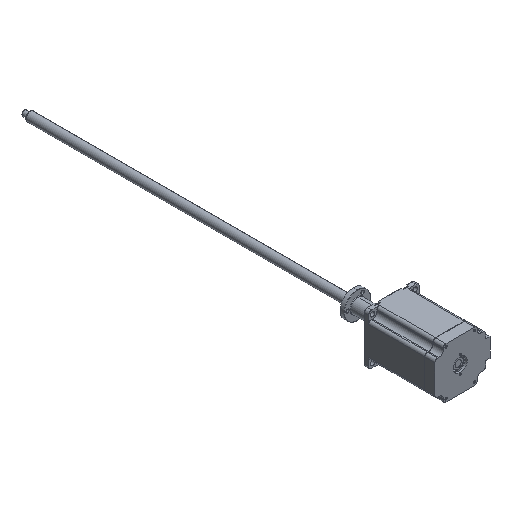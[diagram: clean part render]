
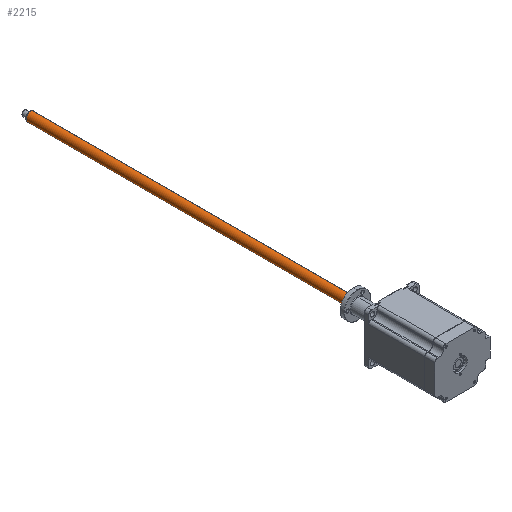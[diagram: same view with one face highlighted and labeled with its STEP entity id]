
A CAD part, isometric view. The second image highlights one B-rep face of the part: STEP entity #2215.
In plain terms, the highlighted cylindrical face has radius 5 mm (diameter 10 mm), a partial arc.
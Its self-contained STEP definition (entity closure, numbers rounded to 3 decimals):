
#45 = DIRECTION ( 'NONE',  ( 0., -1., 0. ) ) ;
#339 = CARTESIAN_POINT ( 'NONE',  ( -17.293, 419.999, 33.35 ) ) ;
#554 = DIRECTION ( 'NONE',  ( -0.327, 0., -0.945 ) ) ;
#577 = EDGE_CURVE ( 'NONE', #3243, #4203, #1898, .T. ) ;
#942 = EDGE_CURVE ( 'NONE', #5854, #3243, #1644, .T. ) ;
#1166 = DIRECTION ( 'NONE',  ( 0.327, 0., 0.945 ) ) ;
#1546 = CIRCLE ( 'NONE', #6457, 5. ) ;
#1644 = LINE ( 'NONE', #8162, #10020 ) ;
#1884 = EDGE_CURVE ( 'NONE', #5854, #6323, #1546, .T. ) ;
#1898 = CIRCLE ( 'NONE', #3669, 5. ) ;
#1916 = DIRECTION ( 'NONE',  ( 0., -1., 0. ) ) ;
#2043 = FACE_OUTER_BOUND ( 'NONE', #5810, .T. ) ;
#2215 = ADVANCED_FACE ( 'NONE', ( #2043 ), #9906, .T. ) ;
#2236 = ORIENTED_EDGE ( 'NONE', *, *, #942, .F. ) ;
#2602 = DIRECTION ( 'NONE',  ( 0., -1., 0. ) ) ;
#3243 = VERTEX_POINT ( 'NONE', #4862 ) ;
#3577 = ORIENTED_EDGE ( 'NONE', *, *, #577, .F. ) ;
#3669 = AXIS2_PLACEMENT_3D ( 'NONE', #6759, #1916, #7580 ) ;
#4203 = VERTEX_POINT ( 'NONE', #7009 ) ;
#4291 = CARTESIAN_POINT ( 'NONE',  ( -15.655, 419.999, 38.074 ) ) ;
#4862 = CARTESIAN_POINT ( 'NONE',  ( -15.655, 20.999, 38.074 ) ) ;
#5424 = DIRECTION ( 'NONE',  ( 0., -1., 0. ) ) ;
#5810 = EDGE_LOOP ( 'NONE', ( #2236, #7147, #8079, #3577 ) ) ;
#5854 = VERTEX_POINT ( 'NONE', #4291 ) ;
#6034 = DIRECTION ( 'NONE',  ( 0., -1., 0. ) ) ;
#6208 = LINE ( 'NONE', #7429, #10558 ) ;
#6323 = VERTEX_POINT ( 'NONE', #6559 ) ;
#6457 = AXIS2_PLACEMENT_3D ( 'NONE', #339, #6034, #1166 ) ;
#6559 = CARTESIAN_POINT ( 'NONE',  ( -18.93, 419.999, 28.626 ) ) ;
#6759 = CARTESIAN_POINT ( 'NONE',  ( -17.293, 20.999, 33.35 ) ) ;
#7009 = CARTESIAN_POINT ( 'NONE',  ( -18.93, 20.999, 28.626 ) ) ;
#7147 = ORIENTED_EDGE ( 'NONE', *, *, #1884, .T. ) ;
#7273 = AXIS2_PLACEMENT_3D ( 'NONE', #7828, #5424, #554 ) ;
#7429 = CARTESIAN_POINT ( 'NONE',  ( -18.93, 420.999, 28.626 ) ) ;
#7580 = DIRECTION ( 'NONE',  ( -0.327, 0., -0.945 ) ) ;
#7828 = CARTESIAN_POINT ( 'NONE',  ( -17.293, 420.999, 33.35 ) ) ;
#8079 = ORIENTED_EDGE ( 'NONE', *, *, #8973, .T. ) ;
#8162 = CARTESIAN_POINT ( 'NONE',  ( -15.655, 420.999, 38.074 ) ) ;
#8973 = EDGE_CURVE ( 'NONE', #6323, #4203, #6208, .T. ) ;
#9906 = CYLINDRICAL_SURFACE ( 'NONE', #7273, 5. ) ;
#10020 = VECTOR ( 'NONE', #45, 1000. ) ;
#10558 = VECTOR ( 'NONE', #2602, 1000. ) ;
